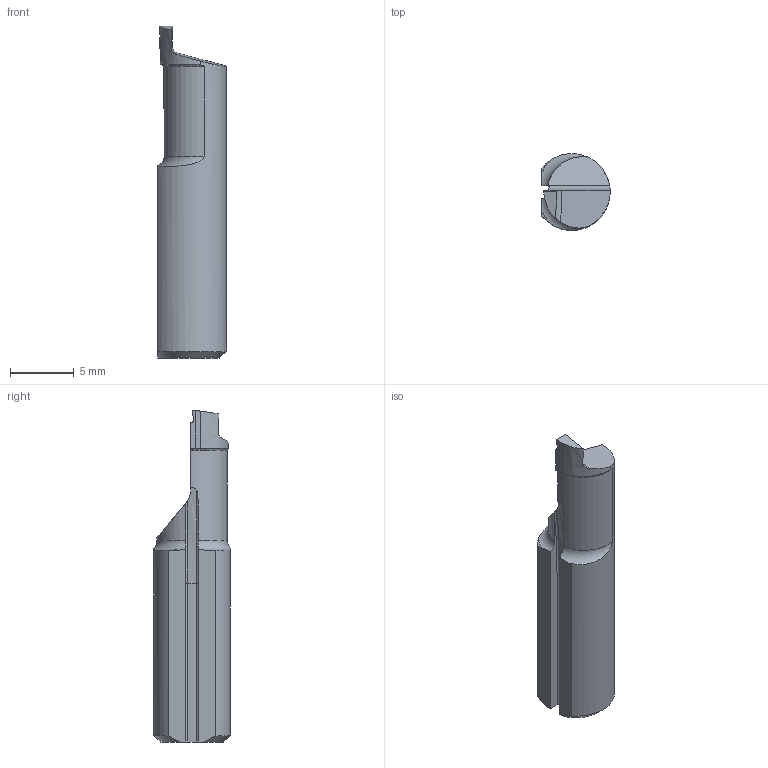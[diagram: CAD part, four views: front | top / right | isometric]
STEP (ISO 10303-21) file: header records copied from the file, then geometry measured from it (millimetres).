
FILE_DESCRIPTION (( 'STEP AP203' ), '1' );
FILE_NAME ('L610.1008-10.step', '2024-09-06T12:14:54', ( '' ), ( '' ), 'SwSTEP 2.0', 'SolidWorks 2022', '' );
FILE_SCHEMA (( 'CONFIG_CONTROL_DESIGN' ));
Length unit declared in the file: millimetre
Products named in the file (1): L610.1008-10
Bounding box: 5.35 x 6 x 26 mm (x, y, z)
Volume: 508.5 mm3; surface area: 476.5 mm2
Topology: 1 solids, 1 shells, 40 faces, 109 edges, 71 vertices
Faces by surface type: plane 19, cylinder 10, torus 7, bspline 3, cone 1
Entity records: 1453 total; most frequent: CARTESIAN_POINT 423, ORIENTED_EDGE 218, DIRECTION 179, EDGE_CURVE 109, VERTEX_POINT 71, AXIS2_PLACEMENT_3D 66, LINE 47, VECTOR 47
